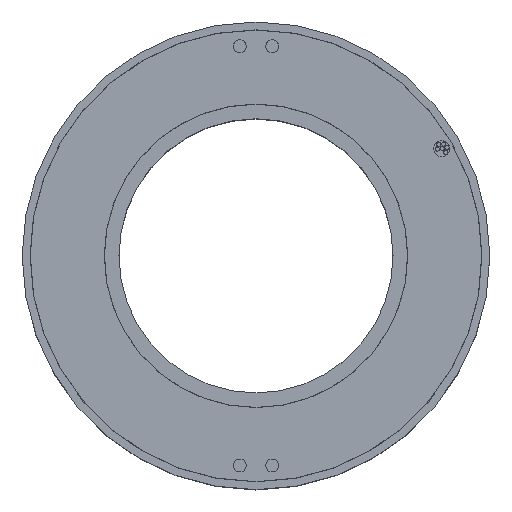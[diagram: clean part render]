
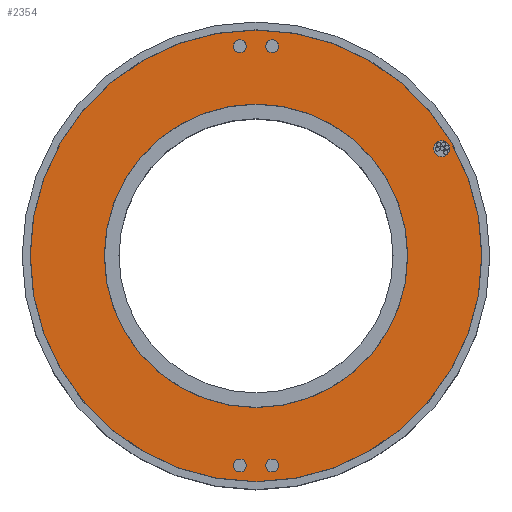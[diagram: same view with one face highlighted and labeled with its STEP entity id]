
A CAD part, top view. The second image highlights one B-rep face of the part: STEP entity #2354.
In plain terms, the highlighted planar face has unit normal (0, 0, 1).
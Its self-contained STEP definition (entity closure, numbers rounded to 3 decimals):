
#33 = EDGE_CURVE ( 'NONE', #1666, #1654, #2871, .T. ) ;
#72 = DIRECTION ( 'NONE',  ( 1., 0., 0. ) ) ;
#83 = FACE_OUTER_BOUND ( 'NONE', #2840, .T. ) ;
#91 = CIRCLE ( 'NONE', #2607, 2.5 ) ;
#155 = EDGE_CURVE ( 'NONE', #443, #936, #2737, .T. ) ;
#170 = CIRCLE ( 'NONE', #2286, 70. ) ;
#174 = CARTESIAN_POINT ( 'NONE',  ( 57.59, 30.681, 65.6 ) ) ;
#193 = CARTESIAN_POINT ( 'NONE',  ( 70., -2.569, 65.6 ) ) ;
#198 = EDGE_CURVE ( 'NONE', #2268, #1491, #1336, .T. ) ;
#214 = CARTESIAN_POINT ( 'NONE',  ( -3., 62.431, 65.6 ) ) ;
#221 = CIRCLE ( 'NONE', #2079, 2. ) ;
#233 = CARTESIAN_POINT ( 'NONE',  ( -7., -67.569, 65.6 ) ) ;
#254 = EDGE_CURVE ( 'NONE', #1547, #337, #2040, .T. ) ;
#337 = VERTEX_POINT ( 'NONE', #1516 ) ;
#400 = DIRECTION ( 'NONE',  ( 1., 0., 0. ) ) ;
#413 = EDGE_CURVE ( 'NONE', #437, #630, #2432, .T. ) ;
#437 = VERTEX_POINT ( 'NONE', #233 ) ;
#443 = VERTEX_POINT ( 'NONE', #1101 ) ;
#456 = EDGE_CURVE ( 'NONE', #337, #1547, #489, .T. ) ;
#459 = DIRECTION ( 'NONE',  ( 0., 0., 1. ) ) ;
#489 = CIRCLE ( 'NONE', #2856, 2. ) ;
#508 = CARTESIAN_POINT ( 'NONE',  ( 5., 62.431, 65.6 ) ) ;
#608 = AXIS2_PLACEMENT_3D ( 'NONE', #2464, #1067, #2713 ) ;
#630 = VERTEX_POINT ( 'NONE', #2670 ) ;
#695 = DIRECTION ( 'NONE',  ( 0., 0., 1. ) ) ;
#716 = FACE_BOUND ( 'NONE', #1967, .T. ) ;
#718 = CARTESIAN_POINT ( 'NONE',  ( 7., 62.431, 65.6 ) ) ;
#721 = AXIS2_PLACEMENT_3D ( 'NONE', #2809, #927, #1479 ) ;
#744 = EDGE_LOOP ( 'NONE', ( #1119, #2064 ) ) ;
#756 = DIRECTION ( 'NONE',  ( -1., 0., 0. ) ) ;
#790 = EDGE_LOOP ( 'NONE', ( #2243, #2606 ) ) ;
#792 = FACE_BOUND ( 'NONE', #744, .T. ) ;
#793 = DIRECTION ( 'NONE',  ( 0., 0., 1. ) ) ;
#803 = DIRECTION ( 'NONE',  ( 0., 0., 1. ) ) ;
#835 = CARTESIAN_POINT ( 'NONE',  ( 60.09, 30.681, 65.6 ) ) ;
#878 = DIRECTION ( 'NONE',  ( 0., 0., 1. ) ) ;
#918 = VERTEX_POINT ( 'NONE', #718 ) ;
#927 = DIRECTION ( 'NONE',  ( 0., 0., 1. ) ) ;
#936 = VERTEX_POINT ( 'NONE', #2125 ) ;
#939 = ORIENTED_EDGE ( 'NONE', *, *, #2451, .F. ) ;
#956 = AXIS2_PLACEMENT_3D ( 'NONE', #508, #2154, #756 ) ;
#983 = DIRECTION ( 'NONE',  ( 1., 0., 0. ) ) ;
#990 = DIRECTION ( 'NONE',  ( 0., 0., 1. ) ) ;
#995 = EDGE_LOOP ( 'NONE', ( #2495, #2134 ) ) ;
#1031 = ORIENTED_EDGE ( 'NONE', *, *, #33, .T. ) ;
#1067 = DIRECTION ( 'NONE',  ( 0., 0., 1. ) ) ;
#1083 = CARTESIAN_POINT ( 'NONE',  ( 0., -2.569, 65.6 ) ) ;
#1101 = CARTESIAN_POINT ( 'NONE',  ( 47.05, -2.569, 65.6 ) ) ;
#1119 = ORIENTED_EDGE ( 'NONE', *, *, #254, .F. ) ;
#1142 = AXIS2_PLACEMENT_3D ( 'NONE', #2647, #1242, #2881 ) ;
#1190 = AXIS2_PLACEMENT_3D ( 'NONE', #2386, #990, #2628 ) ;
#1193 = CIRCLE ( 'NONE', #2048, 2.5 ) ;
#1209 = ORIENTED_EDGE ( 'NONE', *, *, #155, .F. ) ;
#1242 = DIRECTION ( 'NONE',  ( 0., 0., 1. ) ) ;
#1272 = CARTESIAN_POINT ( 'NONE',  ( 55.09, 30.681, 65.6 ) ) ;
#1314 = DIRECTION ( 'NONE',  ( 1., 0., 0. ) ) ;
#1336 = CIRCLE ( 'NONE', #1962, 2. ) ;
#1341 = FACE_BOUND ( 'NONE', #1750, .T. ) ;
#1379 = DIRECTION ( 'NONE',  ( 0., 0., 1. ) ) ;
#1447 = CIRCLE ( 'NONE', #608, 2. ) ;
#1479 = DIRECTION ( 'NONE',  ( 1., 0., 0. ) ) ;
#1491 = VERTEX_POINT ( 'NONE', #1944 ) ;
#1497 = DIRECTION ( 'NONE',  ( 0., 0., 1. ) ) ;
#1516 = CARTESIAN_POINT ( 'NONE',  ( 3., -67.569, 65.6 ) ) ;
#1532 = EDGE_LOOP ( 'NONE', ( #1209, #939 ) ) ;
#1547 = VERTEX_POINT ( 'NONE', #2667 ) ;
#1590 = EDGE_CURVE ( 'NONE', #1654, #1666, #170, .T. ) ;
#1627 = EDGE_CURVE ( 'NONE', #2012, #1909, #91, .T. ) ;
#1654 = VERTEX_POINT ( 'NONE', #2783 ) ;
#1666 = VERTEX_POINT ( 'NONE', #193 ) ;
#1722 = EDGE_CURVE ( 'NONE', #630, #437, #2918, .T. ) ;
#1750 = EDGE_LOOP ( 'NONE', ( #1766, #2085 ) ) ;
#1766 = ORIENTED_EDGE ( 'NONE', *, *, #198, .F. ) ;
#1815 = DIRECTION ( 'NONE',  ( 0., 0., 1. ) ) ;
#1827 = EDGE_CURVE ( 'NONE', #918, #1946, #221, .T. ) ;
#1863 = CARTESIAN_POINT ( 'NONE',  ( 5., -67.569, 65.6 ) ) ;
#1885 = CIRCLE ( 'NONE', #956, 2. ) ;
#1886 = AXIS2_PLACEMENT_3D ( 'NONE', #2146, #2377, #983 ) ;
#1905 = AXIS2_PLACEMENT_3D ( 'NONE', #2101, #695, #2330 ) ;
#1909 = VERTEX_POINT ( 'NONE', #1272 ) ;
#1944 = CARTESIAN_POINT ( 'NONE',  ( -7., 62.431, 65.6 ) ) ;
#1946 = VERTEX_POINT ( 'NONE', #1983 ) ;
#1951 = FACE_BOUND ( 'NONE', #995, .T. ) ;
#1962 = AXIS2_PLACEMENT_3D ( 'NONE', #2784, #1379, #3011 ) ;
#1967 = EDGE_LOOP ( 'NONE', ( #2894, #2310 ) ) ;
#1983 = CARTESIAN_POINT ( 'NONE',  ( 3., 62.431, 65.6 ) ) ;
#2012 = VERTEX_POINT ( 'NONE', #835 ) ;
#2035 = FACE_BOUND ( 'NONE', #790, .T. ) ;
#2040 = CIRCLE ( 'NONE', #2282, 2. ) ;
#2048 = AXIS2_PLACEMENT_3D ( 'NONE', #2886, #1497, #72 ) ;
#2064 = ORIENTED_EDGE ( 'NONE', *, *, #456, .F. ) ;
#2079 = AXIS2_PLACEMENT_3D ( 'NONE', #2194, #803, #2429 ) ;
#2085 = ORIENTED_EDGE ( 'NONE', *, *, #3047, .F. ) ;
#2101 = CARTESIAN_POINT ( 'NONE',  ( -5., -67.569, 65.6 ) ) ;
#2111 = DIRECTION ( 'NONE',  ( 1., 0., 0. ) ) ;
#2125 = CARTESIAN_POINT ( 'NONE',  ( -47.05, -2.569, 65.6 ) ) ;
#2134 = ORIENTED_EDGE ( 'NONE', *, *, #413, .F. ) ;
#2146 = CARTESIAN_POINT ( 'NONE',  ( 0., -2.569, 65.6 ) ) ;
#2154 = DIRECTION ( 'NONE',  ( 0., 0., 1. ) ) ;
#2185 = CARTESIAN_POINT ( 'NONE',  ( 0., -2.569, 65.6 ) ) ;
#2194 = CARTESIAN_POINT ( 'NONE',  ( 5., 62.431, 65.6 ) ) ;
#2197 = AXIS2_PLACEMENT_3D ( 'NONE', #2185, #793, #2415 ) ;
#2243 = ORIENTED_EDGE ( 'NONE', *, *, #1827, .F. ) ;
#2266 = CARTESIAN_POINT ( 'NONE',  ( 5., -67.569, 65.6 ) ) ;
#2268 = VERTEX_POINT ( 'NONE', #214 ) ;
#2282 = AXIS2_PLACEMENT_3D ( 'NONE', #1863, #459, #2111 ) ;
#2286 = AXIS2_PLACEMENT_3D ( 'NONE', #1083, #2730, #1314 ) ;
#2310 = ORIENTED_EDGE ( 'NONE', *, *, #2422, .F. ) ;
#2330 = DIRECTION ( 'NONE',  ( -1., 0., 0. ) ) ;
#2354 = ADVANCED_FACE ( 'NONE', ( #2589, #1951, #792, #2035, #1341, #716, #83 ), #2592, .T. ) ;
#2368 = EDGE_CURVE ( 'NONE', #1946, #918, #1885, .T. ) ;
#2377 = DIRECTION ( 'NONE',  ( 0., 0., 1. ) ) ;
#2386 = CARTESIAN_POINT ( 'NONE',  ( 0., -2.569, 65.6 ) ) ;
#2415 = DIRECTION ( 'NONE',  ( 1., 0., 0. ) ) ;
#2422 = EDGE_CURVE ( 'NONE', #1909, #2012, #1193, .T. ) ;
#2427 = CIRCLE ( 'NONE', #2197, 47.05 ) ;
#2429 = DIRECTION ( 'NONE',  ( -1., 0., 0. ) ) ;
#2432 = CIRCLE ( 'NONE', #1905, 2. ) ;
#2451 = EDGE_CURVE ( 'NONE', #936, #443, #2427, .T. ) ;
#2464 = CARTESIAN_POINT ( 'NONE',  ( -5., 62.431, 65.6 ) ) ;
#2495 = ORIENTED_EDGE ( 'NONE', *, *, #1722, .F. ) ;
#2512 = DIRECTION ( 'NONE',  ( 1., 0., 0. ) ) ;
#2589 = FACE_BOUND ( 'NONE', #1532, .T. ) ;
#2592 = PLANE ( 'NONE',  #1886 ) ;
#2606 = ORIENTED_EDGE ( 'NONE', *, *, #2368, .F. ) ;
#2607 = AXIS2_PLACEMENT_3D ( 'NONE', #174, #1815, #400 ) ;
#2628 = DIRECTION ( 'NONE',  ( 1., 0., 0. ) ) ;
#2647 = CARTESIAN_POINT ( 'NONE',  ( -5., -67.569, 65.6 ) ) ;
#2667 = CARTESIAN_POINT ( 'NONE',  ( 7., -67.569, 65.6 ) ) ;
#2670 = CARTESIAN_POINT ( 'NONE',  ( -3., -67.569, 65.6 ) ) ;
#2713 = DIRECTION ( 'NONE',  ( 1., 0., 0. ) ) ;
#2730 = DIRECTION ( 'NONE',  ( 0., 0., 1. ) ) ;
#2737 = CIRCLE ( 'NONE', #1190, 47.05 ) ;
#2783 = CARTESIAN_POINT ( 'NONE',  ( -70., -2.569, 65.6 ) ) ;
#2784 = CARTESIAN_POINT ( 'NONE',  ( -5., 62.431, 65.6 ) ) ;
#2803 = ORIENTED_EDGE ( 'NONE', *, *, #1590, .T. ) ;
#2809 = CARTESIAN_POINT ( 'NONE',  ( 0., -2.569, 65.6 ) ) ;
#2840 = EDGE_LOOP ( 'NONE', ( #1031, #2803 ) ) ;
#2856 = AXIS2_PLACEMENT_3D ( 'NONE', #2266, #878, #2512 ) ;
#2871 = CIRCLE ( 'NONE', #721, 70. ) ;
#2881 = DIRECTION ( 'NONE',  ( -1., 0., 0. ) ) ;
#2886 = CARTESIAN_POINT ( 'NONE',  ( 57.59, 30.681, 65.6 ) ) ;
#2894 = ORIENTED_EDGE ( 'NONE', *, *, #1627, .F. ) ;
#2918 = CIRCLE ( 'NONE', #1142, 2. ) ;
#3011 = DIRECTION ( 'NONE',  ( 1., 0., 0. ) ) ;
#3047 = EDGE_CURVE ( 'NONE', #1491, #2268, #1447, .T. ) ;
